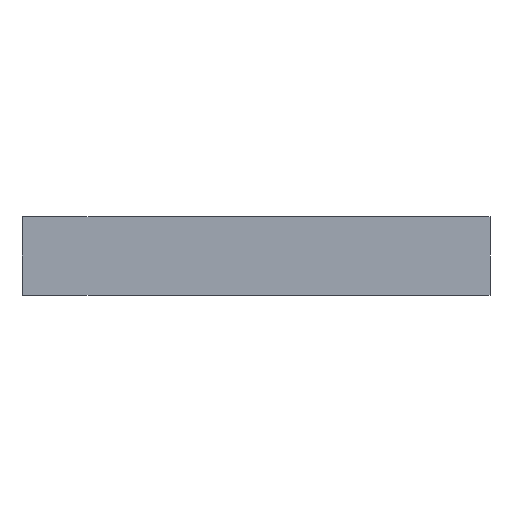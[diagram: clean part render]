
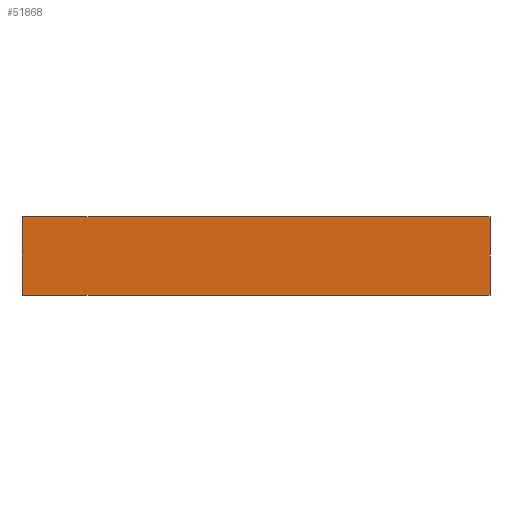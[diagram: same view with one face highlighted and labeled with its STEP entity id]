
A CAD part, front view. The second image highlights one B-rep face of the part: STEP entity #51868.
In plain terms, the highlighted planar face has unit normal (0, -1, 0).
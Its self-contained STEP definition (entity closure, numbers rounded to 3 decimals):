
#48334 = PLANE('',#48335);
#48335 = AXIS2_PLACEMENT_3D('',#48336,#48337,#48338);
#48336 = CARTESIAN_POINT('',(0.,0.,-1.6
    ));
#48337 = DIRECTION('',(0.,0.,-1.));
#48338 = DIRECTION('',(-1.,0.,0.));
#48474 = PLANE('',#48475);
#48475 = AXIS2_PLACEMENT_3D('',#48476,#48477,#48478);
#48476 = CARTESIAN_POINT('',(0.,0.,1.6)
  );
#48477 = DIRECTION('',(0.,0.,1.));
#48478 = DIRECTION('',(0.,1.,0.));
#49874 = EDGE_CURVE('',#49875,#49877,#49879,.T.);
#49875 = VERTEX_POINT('',#49876);
#49876 = CARTESIAN_POINT('',(-9.5,-82.5,-1.6));
#49877 = VERTEX_POINT('',#49878);
#49878 = CARTESIAN_POINT('',(9.5,-82.5,-1.6));
#49879 = SURFACE_CURVE('',#49880,(#49884,#49891),.PCURVE_S1.);
#49880 = LINE('',#49881,#49882);
#49881 = CARTESIAN_POINT('',(-9.5,-82.5,-1.6));
#49882 = VECTOR('',#49883,1.);
#49883 = DIRECTION('',(1.,-0.,0.));
#49884 = PCURVE('',#48334,#49885);
#49885 = DEFINITIONAL_REPRESENTATION('',(#49886),#49890);
#49886 = LINE('',#49887,#49888);
#49887 = CARTESIAN_POINT('',(9.5,-82.5));
#49888 = VECTOR('',#49889,1.);
#49889 = DIRECTION('',(-1.,0.));
#49890 = ( GEOMETRIC_REPRESENTATION_CONTEXT(2) 
PARAMETRIC_REPRESENTATION_CONTEXT() REPRESENTATION_CONTEXT('2D SPACE',''
  ) );
#49891 = PCURVE('',#49892,#49897);
#49892 = PLANE('',#49893);
#49893 = AXIS2_PLACEMENT_3D('',#49894,#49895,#49896);
#49894 = CARTESIAN_POINT('',(0.,-82.5,0.));
#49895 = DIRECTION('',(0.,-1.,0.));
#49896 = DIRECTION('',(0.,0.,-1.));
#49897 = DEFINITIONAL_REPRESENTATION('',(#49898),#49902);
#49898 = LINE('',#49899,#49900);
#49899 = CARTESIAN_POINT('',(1.6,-9.5));
#49900 = VECTOR('',#49901,1.);
#49901 = DIRECTION('',(0.,1.));
#49902 = ( GEOMETRIC_REPRESENTATION_CONTEXT(2) 
PARAMETRIC_REPRESENTATION_CONTEXT() REPRESENTATION_CONTEXT('2D SPACE',''
  ) );
#49920 = PLANE('',#49921);
#49921 = AXIS2_PLACEMENT_3D('',#49922,#49923,#49924);
#49922 = CARTESIAN_POINT('',(-9.5,-70.,0.));
#49923 = DIRECTION('',(-1.,0.,0.));
#49924 = DIRECTION('',(0.,0.,-1.));
#50226 = PLANE('',#50227);
#50227 = AXIS2_PLACEMENT_3D('',#50228,#50229,#50230);
#50228 = CARTESIAN_POINT('',(9.5,-70.,0.));
#50229 = DIRECTION('',(1.,0.,0.));
#50230 = DIRECTION('',(0.,0.,1.));
#50406 = EDGE_CURVE('',#50407,#50409,#50411,.T.);
#50407 = VERTEX_POINT('',#50408);
#50408 = CARTESIAN_POINT('',(9.5,-82.5,1.6));
#50409 = VERTEX_POINT('',#50410);
#50410 = CARTESIAN_POINT('',(-9.5,-82.5,1.6));
#50411 = SURFACE_CURVE('',#50412,(#50416,#50423),.PCURVE_S1.);
#50412 = LINE('',#50413,#50414);
#50413 = CARTESIAN_POINT('',(9.5,-82.5,1.6));
#50414 = VECTOR('',#50415,1.);
#50415 = DIRECTION('',(-1.,0.,0.));
#50416 = PCURVE('',#48474,#50417);
#50417 = DEFINITIONAL_REPRESENTATION('',(#50418),#50422);
#50418 = LINE('',#50419,#50420);
#50419 = CARTESIAN_POINT('',(-82.5,-9.5));
#50420 = VECTOR('',#50421,1.);
#50421 = DIRECTION('',(0.,1.));
#50422 = ( GEOMETRIC_REPRESENTATION_CONTEXT(2) 
PARAMETRIC_REPRESENTATION_CONTEXT() REPRESENTATION_CONTEXT('2D SPACE',''
  ) );
#50423 = PCURVE('',#49892,#50424);
#50424 = DEFINITIONAL_REPRESENTATION('',(#50425),#50429);
#50425 = LINE('',#50426,#50427);
#50426 = CARTESIAN_POINT('',(-1.6,9.5));
#50427 = VECTOR('',#50428,1.);
#50428 = DIRECTION('',(0.,-1.));
#50429 = ( GEOMETRIC_REPRESENTATION_CONTEXT(2) 
PARAMETRIC_REPRESENTATION_CONTEXT() REPRESENTATION_CONTEXT('2D SPACE',''
  ) );
#51868 = ADVANCED_FACE('',(#51869),#49892,.T.);
#51869 = FACE_BOUND('',#51870,.T.);
#51870 = EDGE_LOOP('',(#51871,#51872,#51893,#51894));
#51871 = ORIENTED_EDGE('',*,*,#49874,.T.);
#51872 = ORIENTED_EDGE('',*,*,#51873,.F.);
#51873 = EDGE_CURVE('',#50407,#49877,#51874,.T.);
#51874 = SURFACE_CURVE('',#51875,(#51879,#51886),.PCURVE_S1.);
#51875 = LINE('',#51876,#51877);
#51876 = CARTESIAN_POINT('',(9.5,-82.5,1.6));
#51877 = VECTOR('',#51878,1.);
#51878 = DIRECTION('',(0.,0.,-1.));
#51879 = PCURVE('',#49892,#51880);
#51880 = DEFINITIONAL_REPRESENTATION('',(#51881),#51885);
#51881 = LINE('',#51882,#51883);
#51882 = CARTESIAN_POINT('',(-1.6,9.5));
#51883 = VECTOR('',#51884,1.);
#51884 = DIRECTION('',(1.,0.));
#51885 = ( GEOMETRIC_REPRESENTATION_CONTEXT(2) 
PARAMETRIC_REPRESENTATION_CONTEXT() REPRESENTATION_CONTEXT('2D SPACE',''
  ) );
#51886 = PCURVE('',#50226,#51887);
#51887 = DEFINITIONAL_REPRESENTATION('',(#51888),#51892);
#51888 = LINE('',#51889,#51890);
#51889 = CARTESIAN_POINT('',(1.6,12.5));
#51890 = VECTOR('',#51891,1.);
#51891 = DIRECTION('',(-1.,0.));
#51892 = ( GEOMETRIC_REPRESENTATION_CONTEXT(2) 
PARAMETRIC_REPRESENTATION_CONTEXT() REPRESENTATION_CONTEXT('2D SPACE',''
  ) );
#51893 = ORIENTED_EDGE('',*,*,#50406,.T.);
#51894 = ORIENTED_EDGE('',*,*,#51895,.T.);
#51895 = EDGE_CURVE('',#50409,#49875,#51896,.T.);
#51896 = SURFACE_CURVE('',#51897,(#51901,#51908),.PCURVE_S1.);
#51897 = LINE('',#51898,#51899);
#51898 = CARTESIAN_POINT('',(-9.5,-82.5,1.6));
#51899 = VECTOR('',#51900,1.);
#51900 = DIRECTION('',(0.,0.,-1.));
#51901 = PCURVE('',#49892,#51902);
#51902 = DEFINITIONAL_REPRESENTATION('',(#51903),#51907);
#51903 = LINE('',#51904,#51905);
#51904 = CARTESIAN_POINT('',(-1.6,-9.5));
#51905 = VECTOR('',#51906,1.);
#51906 = DIRECTION('',(1.,0.));
#51907 = ( GEOMETRIC_REPRESENTATION_CONTEXT(2) 
PARAMETRIC_REPRESENTATION_CONTEXT() REPRESENTATION_CONTEXT('2D SPACE',''
  ) );
#51908 = PCURVE('',#49920,#51909);
#51909 = DEFINITIONAL_REPRESENTATION('',(#51910),#51914);
#51910 = LINE('',#51911,#51912);
#51911 = CARTESIAN_POINT('',(-1.6,12.5));
#51912 = VECTOR('',#51913,1.);
#51913 = DIRECTION('',(1.,0.));
#51914 = ( GEOMETRIC_REPRESENTATION_CONTEXT(2) 
PARAMETRIC_REPRESENTATION_CONTEXT() REPRESENTATION_CONTEXT('2D SPACE',''
  ) );
